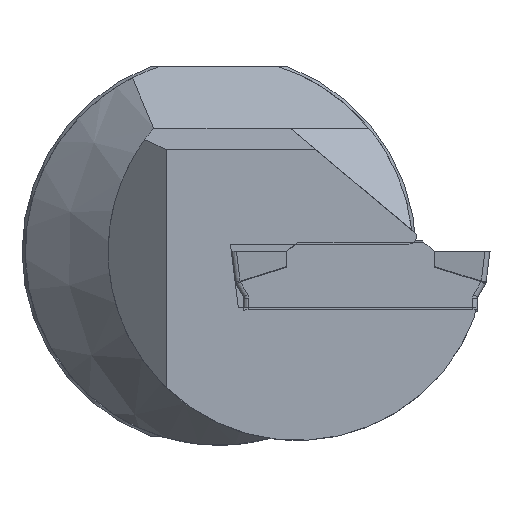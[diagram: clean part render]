
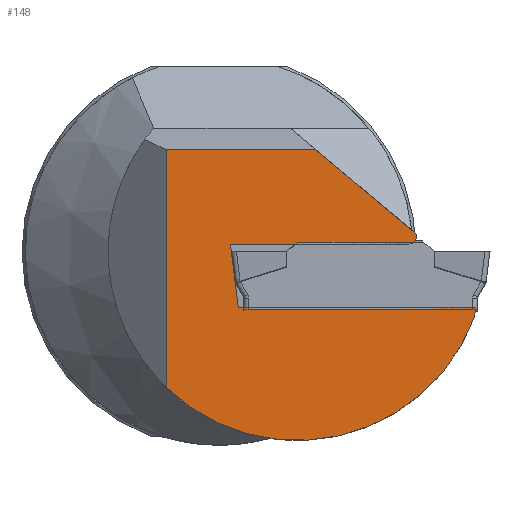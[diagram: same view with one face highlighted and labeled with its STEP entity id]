
A CAD part, left-side view. The second image highlights one B-rep face of the part: STEP entity #148.
In plain terms, the highlighted planar face has unit normal (-1, 0, 0).
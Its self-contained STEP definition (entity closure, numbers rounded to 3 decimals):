
#148=ADVANCED_FACE('',(#270),#229,.T.);
#229=PLANE('',#1442);
#270=FACE_OUTER_BOUND('',#350,.T.);
#350=EDGE_LOOP('',(#471,#472,#473,#474,#475,#476,#477,#478,#479));
#432=CIRCLE('',#1440,0.6);
#433=CIRCLE('',#1441,15.35);
#471=ORIENTED_EDGE('',*,*,#1010,.F.);
#472=ORIENTED_EDGE('',*,*,#1011,.F.);
#473=ORIENTED_EDGE('',*,*,#1012,.F.);
#474=ORIENTED_EDGE('',*,*,#1013,.F.);
#475=ORIENTED_EDGE('',*,*,#1014,.T.);
#476=ORIENTED_EDGE('',*,*,#1015,.F.);
#477=ORIENTED_EDGE('',*,*,#1016,.T.);
#478=ORIENTED_EDGE('',*,*,#1017,.T.);
#479=ORIENTED_EDGE('',*,*,#1018,.T.);
#881=VERTEX_POINT('',#1994);
#882=VERTEX_POINT('',#1995);
#883=VERTEX_POINT('',#1997);
#884=VERTEX_POINT('',#1999);
#885=VERTEX_POINT('',#2001);
#886=VERTEX_POINT('',#2003);
#887=VERTEX_POINT('',#2005);
#888=VERTEX_POINT('',#2007);
#889=VERTEX_POINT('',#2009);
#1010=EDGE_CURVE('',#881,#882,#1215,.T.);
#1011=EDGE_CURVE('',#883,#881,#1216,.T.);
#1012=EDGE_CURVE('',#884,#883,#1217,.T.);
#1013=EDGE_CURVE('',#885,#884,#432,.T.);
#1014=EDGE_CURVE('',#885,#886,#1218,.T.);
#1015=EDGE_CURVE('',#887,#886,#1219,.T.);
#1016=EDGE_CURVE('',#887,#888,#1220,.T.);
#1017=EDGE_CURVE('',#888,#889,#433,.T.);
#1018=EDGE_CURVE('',#889,#882,#1221,.T.);
#1215=LINE('',#1993,#1327);
#1216=LINE('',#1996,#1328);
#1217=LINE('',#1998,#1329);
#1218=LINE('',#2002,#1330);
#1219=LINE('',#2004,#1331);
#1220=LINE('',#2006,#1332);
#1221=LINE('',#2010,#1333);
#1327=VECTOR('',#1588,1.);
#1328=VECTOR('',#1589,1.);
#1329=VECTOR('',#1590,1.);
#1330=VECTOR('',#1593,1.);
#1331=VECTOR('',#1594,1.);
#1332=VECTOR('',#1595,1.);
#1333=VECTOR('',#1598,1.);
#1440=AXIS2_PLACEMENT_3D('',#2000,#1591,#1592);
#1441=AXIS2_PLACEMENT_3D('',#2008,#1596,#1597);
#1442=AXIS2_PLACEMENT_3D('',#2011,#1599,#1600);
#1588=DIRECTION('',(0.,-1.,0.));
#1589=DIRECTION('',(0.,-0.122,-0.993));
#1590=DIRECTION('',(0.,1.,0.));
#1591=DIRECTION('',(1.,0.,0.));
#1592=DIRECTION('',(0.,-1.,0.));
#1593=DIRECTION('',(0.,0.766,0.643));
#1594=DIRECTION('',(0.,-1.,0.));
#1595=DIRECTION('',(0.,0.,-1.));
#1596=DIRECTION('',(-1.,0.,0.));
#1597=DIRECTION('',(0.,0.,1.));
#1598=DIRECTION('',(0.,-0.122,0.993));
#1599=DIRECTION('',(-1.,0.,0.));
#1600=DIRECTION('',(0.,0.,1.));
#1993=CARTESIAN_POINT('',(0.3,-22.,-4.593));
#1994=CARTESIAN_POINT('',(0.3,-1.564,-4.593));
#1995=CARTESIAN_POINT('',(0.3,-20.825,-4.593));
#1996=CARTESIAN_POINT('',(0.3,-1.37,-3.013));
#1997=CARTESIAN_POINT('',(0.3,-0.927,0.593));
#1998=CARTESIAN_POINT('',(0.3,-6.551,0.593));
#1999=CARTESIAN_POINT('',(0.3,-15.422,0.593));
#2000=CARTESIAN_POINT('',(0.3,-15.422,1.193));
#2001=CARTESIAN_POINT('',(0.3,-15.959,1.461));
#2002=CARTESIAN_POINT('',(0.3,-7.313,8.716));
#2003=CARTESIAN_POINT('',(0.3,-7.839,8.275));
#2004=CARTESIAN_POINT('',(0.3,0.,8.275));
#2005=CARTESIAN_POINT('',(0.3,4.3,8.275));
#2006=CARTESIAN_POINT('',(0.3,4.3,0.));
#2007=CARTESIAN_POINT('',(0.3,4.3,-11.054));
#2008=CARTESIAN_POINT('',(0.3,-6.35,0.));
#2009=CARTESIAN_POINT('',(0.3,-20.73,-5.371));
#2010=CARTESIAN_POINT('',(0.3,-21.071,-2.587));
#2011=CARTESIAN_POINT('',(0.3,0.,0.));
